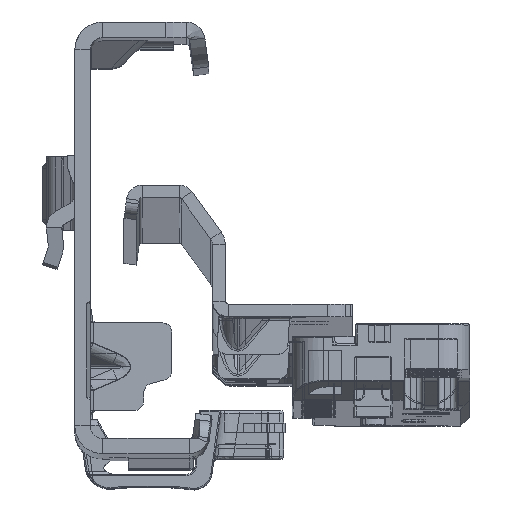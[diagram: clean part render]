
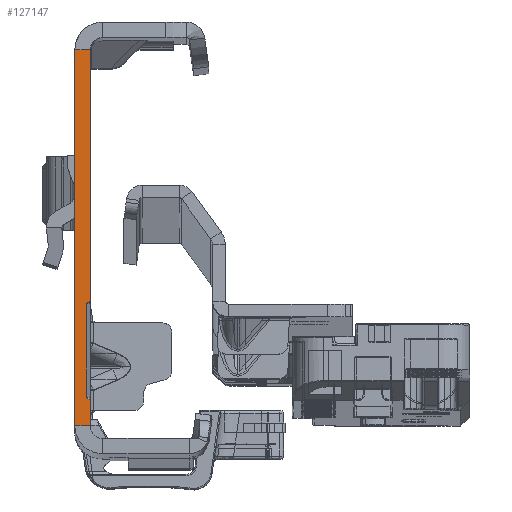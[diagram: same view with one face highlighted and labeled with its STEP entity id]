
A CAD part, top view. The second image highlights one B-rep face of the part: STEP entity #127147.
In plain terms, the highlighted planar face has unit normal (0, 0, 1).
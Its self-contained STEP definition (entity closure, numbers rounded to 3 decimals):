
#1348 = EDGE_CURVE ( 'NONE', #17739, #122090, #84909, .T. ) ;
#1413 = FACE_OUTER_BOUND ( 'NONE', #109980, .T. ) ;
#4250 = ORIENTED_EDGE ( 'NONE', *, *, #94537, .T. ) ;
#4520 = VERTEX_POINT ( 'NONE', #105646 ) ;
#7911 = ORIENTED_EDGE ( 'NONE', *, *, #98806, .T. ) ;
#11950 = LINE ( 'NONE', #120052, #105473 ) ;
#12350 = LINE ( 'NONE', #53924, #84443 ) ;
#14118 = CARTESIAN_POINT ( 'NONE',  ( 0., -30., 0. ) ) ;
#15267 = VERTEX_POINT ( 'NONE', #41126 ) ;
#17739 = VERTEX_POINT ( 'NONE', #59371 ) ;
#21577 = CARTESIAN_POINT ( 'NONE',  ( -2.45, -32., 0. ) ) ;
#24382 = LINE ( 'NONE', #41994, #63574 ) ;
#26175 = LINE ( 'NONE', #66537, #106349 ) ;
#26330 = LINE ( 'NONE', #94691, #61897 ) ;
#28407 = CARTESIAN_POINT ( 'NONE',  ( -2.45, -32., 0. ) ) ;
#29767 = VERTEX_POINT ( 'NONE', #14118 ) ;
#30417 = ORIENTED_EDGE ( 'NONE', *, *, #40542, .F. ) ;
#32837 = VERTEX_POINT ( 'NONE', #79458 ) ;
#34738 = CARTESIAN_POINT ( 'NONE',  ( -0.259, -10.182, 0. ) ) ;
#37135 = ORIENTED_EDGE ( 'NONE', *, *, #95124, .T. ) ;
#38659 = CARTESIAN_POINT ( 'NONE',  ( 0., 30., 0. ) ) ;
#40542 = EDGE_CURVE ( 'NONE', #29767, #78058, #12350, .T. ) ;
#40575 = LINE ( 'NONE', #118775, #99848 ) ;
#41126 = CARTESIAN_POINT ( 'NONE',  ( 0., -25.968, 0. ) ) ;
#41994 = CARTESIAN_POINT ( 'NONE',  ( 0., 30., 0. ) ) ;
#42885 = DIRECTION ( 'NONE',  ( -1., 0., 0. ) ) ;
#48395 = CARTESIAN_POINT ( 'NONE',  ( 0., -9.932, 0. ) ) ;
#53924 = CARTESIAN_POINT ( 'NONE',  ( 0., -30., 0. ) ) ;
#59371 = CARTESIAN_POINT ( 'NONE',  ( -0.536, -10.45, 0. ) ) ;
#61239 = DIRECTION ( 'NONE',  ( 1., 0., 0. ) ) ;
#61897 = VECTOR ( 'NONE', #64742, 1000. ) ;
#63574 = VECTOR ( 'NONE', #64071, 1000. ) ;
#64071 = DIRECTION ( 'NONE',  ( -1., 0., 0. ) ) ;
#64742 = DIRECTION ( 'NONE',  ( 0., -1., 0. ) ) ;
#65598 = ORIENTED_EDGE ( 'NONE', *, *, #69631, .F. ) ;
#66537 = CARTESIAN_POINT ( 'NONE',  ( -0.536, -9.85, 0. ) ) ;
#67888 = VECTOR ( 'NONE', #107849, 1000. ) ;
#69463 = VERTEX_POINT ( 'NONE', #38659 ) ;
#69631 = EDGE_CURVE ( 'NONE', #69463, #122090, #11950, .T. ) ;
#71017 = PLANE ( 'NONE',  #99491 ) ;
#71642 = DIRECTION ( 'NONE',  ( 0., 0., 1. ) ) ;
#78058 = VERTEX_POINT ( 'NONE', #124531 ) ;
#79458 = CARTESIAN_POINT ( 'NONE',  ( -0.536, -25.45, 0. ) ) ;
#80307 = ORIENTED_EDGE ( 'NONE', *, *, #1348, .T. ) ;
#81560 = DIRECTION ( 'NONE',  ( 0., -1., 0. ) ) ;
#84443 = VECTOR ( 'NONE', #42885, 1000. ) ;
#84909 = LINE ( 'NONE', #34738, #113696 ) ;
#89774 = EDGE_CURVE ( 'NONE', #17739, #32837, #26175, .T. ) ;
#94537 = EDGE_CURVE ( 'NONE', #69463, #4520, #24382, .T. ) ;
#94691 = CARTESIAN_POINT ( 'NONE',  ( 0., -32., 0. ) ) ;
#95124 = EDGE_CURVE ( 'NONE', #4520, #78058, #118926, .T. ) ;
#96625 = EDGE_CURVE ( 'NONE', #15267, #29767, #26330, .T. ) ;
#98806 = EDGE_CURVE ( 'NONE', #15267, #32837, #40575, .T. ) ;
#99491 = AXIS2_PLACEMENT_3D ( 'NONE', #21577, #71642, #61239 ) ;
#99848 = VECTOR ( 'NONE', #101079, 1000. ) ;
#101079 = DIRECTION ( 'NONE',  ( -0.719, 0.695, 0. ) ) ;
#105473 = VECTOR ( 'NONE', #81560, 1000. ) ;
#105615 = DIRECTION ( 'NONE',  ( 0., -1., 0. ) ) ;
#105646 = CARTESIAN_POINT ( 'NONE',  ( -2.45, 30., 0. ) ) ;
#106349 = VECTOR ( 'NONE', #105615, 1000. ) ;
#107849 = DIRECTION ( 'NONE',  ( 0., -1., 0. ) ) ;
#109980 = EDGE_LOOP ( 'NONE', ( #128060, #80307, #65598, #4250, #37135, #30417, #116413, #7911 ) ) ;
#113696 = VECTOR ( 'NONE', #123993, 1000. ) ;
#116413 = ORIENTED_EDGE ( 'NONE', *, *, #96625, .F. ) ;
#118775 = CARTESIAN_POINT ( 'NONE',  ( 0.082, -26.047, 0. ) ) ;
#118926 = LINE ( 'NONE', #28407, #67888 ) ;
#120052 = CARTESIAN_POINT ( 'NONE',  ( 0., -32., 0. ) ) ;
#122090 = VERTEX_POINT ( 'NONE', #48395 ) ;
#123993 = DIRECTION ( 'NONE',  ( 0.719, 0.695, 0. ) ) ;
#124531 = CARTESIAN_POINT ( 'NONE',  ( -2.45, -30., 0. ) ) ;
#127147 = ADVANCED_FACE ( 'NONE', ( #1413 ), #71017, .T. ) ;
#128060 = ORIENTED_EDGE ( 'NONE', *, *, #89774, .F. ) ;
